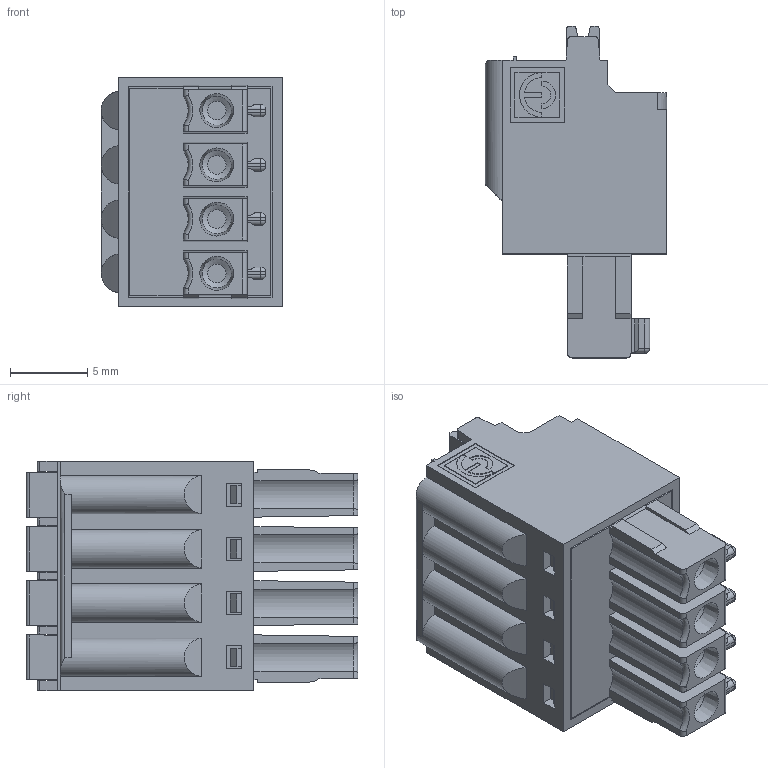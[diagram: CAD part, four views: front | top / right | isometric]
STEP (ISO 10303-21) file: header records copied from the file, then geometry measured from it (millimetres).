
FILE_DESCRIPTION(('STEP AP214'),'1');
FILE_NAME('SHM04-3,5-F.stp','2025-07-01T08:42:15',(' '),(' '),'Spatial InterOp 3D',' ',' ');
FILE_SCHEMA(('AUTOMOTIVE_DESIGN { 1 0 10303 214 1 1 1 1 }'));
Length unit declared in the file: metre
Products named in the file (1): 1751289389
Bounding box: 11.7 x 21.4 x 14.8 mm (x, y, z)
Volume: 2173.1 mm3; surface area: 1810.6 mm2
Topology: 1 solids, 1 shells, 467 faces, 1287 edges, 840 vertices
Faces by surface type: plane 339, cylinder 103, cone 12, sphere 8, torus 4, extrusion 1
Full cylindrical faces by diameter (mm): 1.2 x4, 3.078 x4
Entity records: 21642 total; most frequent: CARTESIAN_POINT 3441, ORIENTED_EDGE 2486, DIRECTION 2282, EDGE_CURVE 1243, STYLED_ITEM 1022, PRESENTATION_STYLE_ASSIGNMENT 1022, COLOUR_RGB 1022, VECTOR 972
